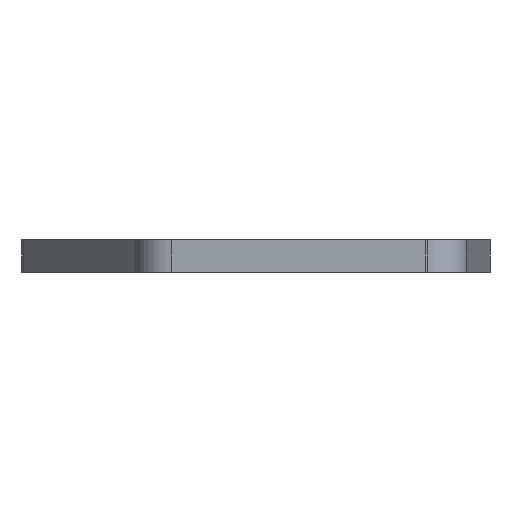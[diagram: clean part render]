
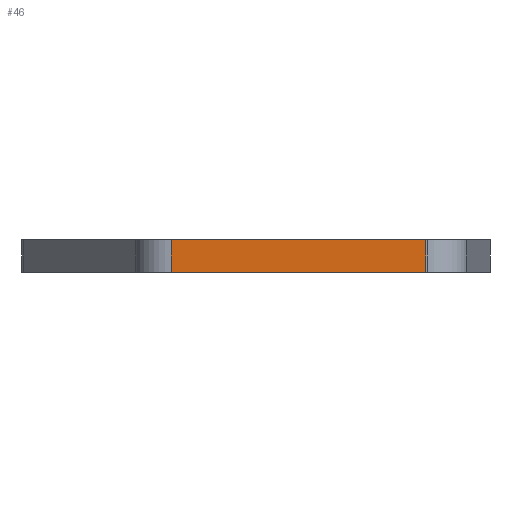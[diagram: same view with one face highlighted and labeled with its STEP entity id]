
A CAD part, left-side view. The second image highlights one B-rep face of the part: STEP entity #46.
In plain terms, the highlighted planar face has unit normal (-0.999, 0.051, 0).
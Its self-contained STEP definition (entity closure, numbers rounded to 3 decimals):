
#29 = EDGE_CURVE ( 'NONE', #543, #284, #1176, .T. ) ;
#40 = EDGE_CURVE ( 'NONE', #1005, #284, #748, .T. ) ;
#45 = VECTOR ( 'NONE', #344, 1000. ) ;
#46 = ADVANCED_FACE ( 'NONE', ( #440 ), #657, .F. ) ;
#65 = VECTOR ( 'NONE', #550, 1000. ) ;
#80 = ORIENTED_EDGE ( 'NONE', *, *, #40, .F. ) ;
#85 = DIRECTION ( 'NONE',  ( 0., 0., -1. ) ) ;
#166 = LINE ( 'NONE', #1037, #65 ) ;
#192 = CARTESIAN_POINT ( 'NONE',  ( 668.574, 323.838, 10. ) ) ;
#230 = ORIENTED_EDGE ( 'NONE', *, *, #658, .F. ) ;
#284 = VERTEX_POINT ( 'NONE', #601 ) ;
#335 = CARTESIAN_POINT ( 'NONE',  ( 672.561, 402.186, 0. ) ) ;
#344 = DIRECTION ( 'NONE',  ( -0.051, -0.999, 0. ) ) ;
#351 = VECTOR ( 'NONE', #85, 1000. ) ;
#375 = VECTOR ( 'NONE', #568, 1000. ) ;
#376 = CARTESIAN_POINT ( 'NONE',  ( 668.574, 323.838, 10. ) ) ;
#427 = CARTESIAN_POINT ( 'NONE',  ( 668.574, 323.838, 10. ) ) ;
#440 = FACE_OUTER_BOUND ( 'NONE', #499, .T. ) ;
#460 = ORIENTED_EDGE ( 'NONE', *, *, #755, .T. ) ;
#478 = CARTESIAN_POINT ( 'NONE',  ( 668.574, 323.838, 0. ) ) ;
#499 = EDGE_LOOP ( 'NONE', ( #983, #80, #230, #460 ) ) ;
#543 = VERTEX_POINT ( 'NONE', #335 ) ;
#548 = CARTESIAN_POINT ( 'NONE',  ( 672.561, 402.186, 10. ) ) ;
#550 = DIRECTION ( 'NONE',  ( 0., 0., -1. ) ) ;
#568 = DIRECTION ( 'NONE',  ( -0.051, -0.999, 0. ) ) ;
#601 = CARTESIAN_POINT ( 'NONE',  ( 668.574, 323.838, 0. ) ) ;
#657 = PLANE ( 'NONE',  #1234 ) ;
#658 = EDGE_CURVE ( 'NONE', #777, #1005, #981, .T. ) ;
#666 = DIRECTION ( 'NONE',  ( 0.051, 0.999, 0. ) ) ;
#748 = LINE ( 'NONE', #376, #351 ) ;
#755 = EDGE_CURVE ( 'NONE', #777, #543, #166, .T. ) ;
#777 = VERTEX_POINT ( 'NONE', #548 ) ;
#922 = CARTESIAN_POINT ( 'NONE',  ( 668.574, 323.838, 10. ) ) ;
#981 = LINE ( 'NONE', #922, #45 ) ;
#983 = ORIENTED_EDGE ( 'NONE', *, *, #29, .T. ) ;
#1005 = VERTEX_POINT ( 'NONE', #427 ) ;
#1037 = CARTESIAN_POINT ( 'NONE',  ( 672.561, 402.186, 10. ) ) ;
#1062 = DIRECTION ( 'NONE',  ( 0.999, -0.051, 0. ) ) ;
#1176 = LINE ( 'NONE', #478, #375 ) ;
#1234 = AXIS2_PLACEMENT_3D ( 'NONE', #192, #1062, #666 ) ;
